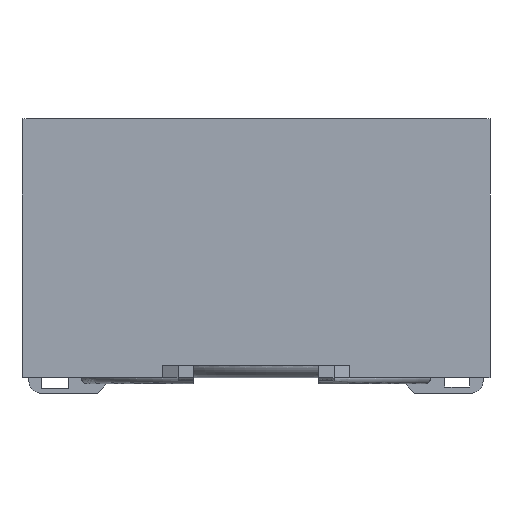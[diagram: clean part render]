
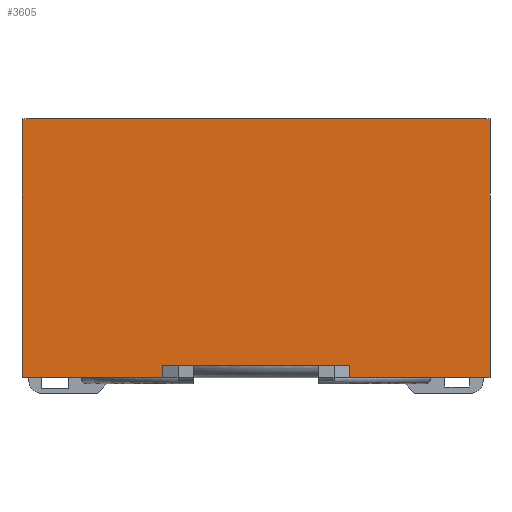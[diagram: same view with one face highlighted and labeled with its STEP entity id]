
A CAD part, front view. The second image highlights one B-rep face of the part: STEP entity #3605.
In plain terms, the highlighted planar face has unit normal (0, -1, 0).
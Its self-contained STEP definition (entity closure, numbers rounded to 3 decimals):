
#167=LINE('',#4907,#461);
#178=LINE('',#4931,#472);
#179=LINE('',#4933,#473);
#180=LINE('',#4935,#474);
#181=LINE('',#4937,#475);
#182=LINE('',#4939,#476);
#183=LINE('',#4941,#477);
#184=LINE('',#4943,#478);
#461=VECTOR('',#4034,1000.);
#472=VECTOR('',#4051,1000.);
#473=VECTOR('',#4052,1000.);
#474=VECTOR('',#4053,1000.);
#475=VECTOR('',#4054,1000.);
#476=VECTOR('',#4055,1000.);
#477=VECTOR('',#4056,1000.);
#478=VECTOR('',#4057,1000.);
#810=ORIENTED_EDGE('',*,*,#1581,.F.);
#811=ORIENTED_EDGE('',*,*,#1593,.T.);
#812=ORIENTED_EDGE('',*,*,#1594,.T.);
#813=ORIENTED_EDGE('',*,*,#1595,.T.);
#814=ORIENTED_EDGE('',*,*,#1596,.F.);
#815=ORIENTED_EDGE('',*,*,#1597,.F.);
#816=ORIENTED_EDGE('',*,*,#1598,.T.);
#817=ORIENTED_EDGE('',*,*,#1599,.F.);
#1581=EDGE_CURVE('',#1971,#1972,#167,.T.);
#1593=EDGE_CURVE('',#1971,#1982,#178,.T.);
#1594=EDGE_CURVE('',#1982,#1983,#179,.T.);
#1595=EDGE_CURVE('',#1983,#1984,#180,.T.);
#1596=EDGE_CURVE('',#1985,#1984,#181,.T.);
#1597=EDGE_CURVE('',#1986,#1985,#182,.T.);
#1598=EDGE_CURVE('',#1986,#1987,#183,.T.);
#1599=EDGE_CURVE('',#1972,#1987,#184,.T.);
#1971=VERTEX_POINT('',#4906);
#1972=VERTEX_POINT('',#4908);
#1982=VERTEX_POINT('',#4932);
#1983=VERTEX_POINT('',#4934);
#1984=VERTEX_POINT('',#4936);
#1985=VERTEX_POINT('',#4938);
#1986=VERTEX_POINT('',#4940);
#1987=VERTEX_POINT('',#4942);
#2207=EDGE_LOOP('',(#810,#811,#812,#813,#814,#815,#816,#817));
#2360=FACE_BOUND('',#2207,.T.);
#2503=PLANE('',#3768);
#3605=ADVANCED_FACE('',(#2360),#2503,.T.);
#3768=AXIS2_PLACEMENT_3D('',#4930,#4049,#4050);
#4034=DIRECTION('',(-1.,0.,0.));
#4049=DIRECTION('',(0.,-1.,0.));
#4050=DIRECTION('',(0.,0.,-1.));
#4051=DIRECTION('',(0.,0.,-1.));
#4052=DIRECTION('',(1.,0.,0.));
#4053=DIRECTION('',(0.,0.,1.));
#4054=DIRECTION('',(1.,0.,0.));
#4055=DIRECTION('',(0.,0.,1.));
#4056=DIRECTION('',(1.,0.,0.));
#4057=DIRECTION('',(0.,0.,-1.));
#4906=CARTESIAN_POINT('',(1.5,-3.75,-2.8));
#4907=CARTESIAN_POINT('',(-1.5,-3.75,-2.8));
#4908=CARTESIAN_POINT('',(-1.5,-3.75,-2.8));
#4930=CARTESIAN_POINT('',(-3.75,-3.75,-3.));
#4931=CARTESIAN_POINT('',(1.5,-3.75,-2.8));
#4932=CARTESIAN_POINT('',(1.5,-3.75,-3.));
#4933=CARTESIAN_POINT('',(-3.75,-3.75,-3.));
#4934=CARTESIAN_POINT('',(3.75,-3.75,-3.));
#4935=CARTESIAN_POINT('',(3.75,-3.75,-3.));
#4936=CARTESIAN_POINT('',(3.75,-3.75,1.15));
#4937=CARTESIAN_POINT('',(-3.75,-3.75,1.15));
#4938=CARTESIAN_POINT('',(-3.75,-3.75,1.15));
#4939=CARTESIAN_POINT('',(-3.75,-3.75,-3.));
#4940=CARTESIAN_POINT('',(-3.75,-3.75,-3.));
#4941=CARTESIAN_POINT('',(-3.75,-3.75,-3.));
#4942=CARTESIAN_POINT('',(-1.5,-3.75,-3.));
#4943=CARTESIAN_POINT('',(-1.5,-3.75,-2.8));
